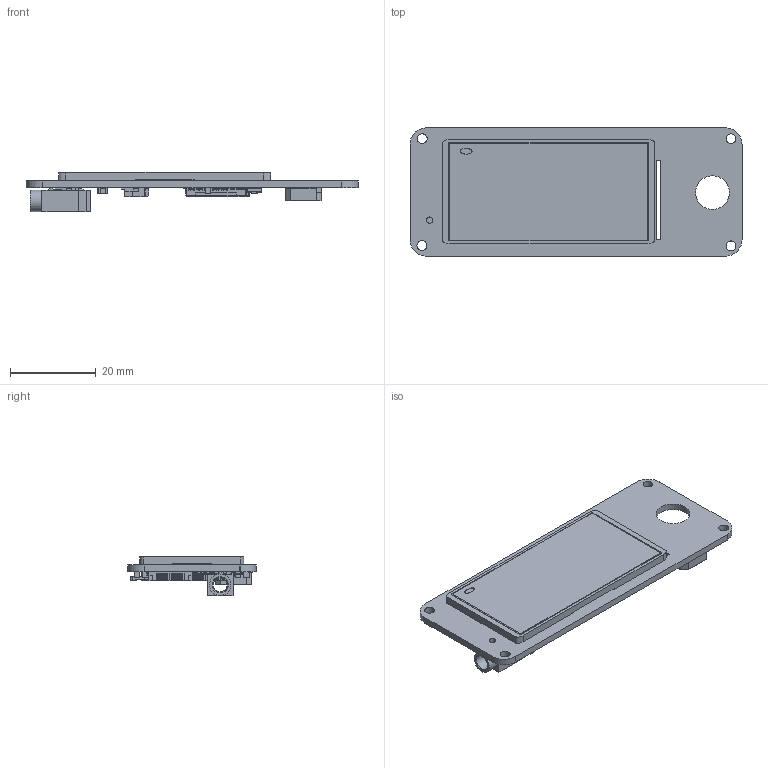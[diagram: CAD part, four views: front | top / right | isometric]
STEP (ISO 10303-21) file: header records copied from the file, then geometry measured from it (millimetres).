
FILE_DESCRIPTION(('KiCad electronic assembly'),'2;1');
FILE_NAME('numcalcium-front.step','2024-12-27T23:08:02',('Pcbnew'),( 'Kicad'),'Open CASCADE STEP processor 7.6','KiCad to STEP converter' ,'Unknown');
FILE_SCHEMA(('AUTOMOTIVE_DESIGN { 1 0 10303 214 1 1 1 1 }'));
Length unit declared in the file: millimetre
Products named in the file (33): numcalcium-front 1; Buzzer_Murata_PKMCS0909E; Buzzer_Murata_PKMCS0909E4000_R1; R_0805_2012Metric; C_0805_2012Metric; SOT-23; SOT_23; MagneticBuzzer_Kobitone_254-EMB84Q-RO; MagneticBuzzer_Kobitone_254_EMB84Q_RO; Hirose_FH12-14S-0.5SH_1x14-1MP_P0.50mm_Horizontal; Hirose_FH12_xxS_0_5SH_Parametric_v0_1; D_1206_3216Metric; D_1206; TF-01A; Frame; MicroSD; Body; Pin1; Pin2; Pin3; Pin4; Pin5; Pin6; Pin7; Pin8; Pin9; Hirose_FH12-30S-0.5SH_1x30-1MP_P0.50mm_Horizontal; Jack_3.5mm_PJ320B_Horizontal; B; _autosave-numcalcium_PCB
Assembly tree (51 placements, depth 3):
  numcalcium-front 1
    Buzzer_Murata_PKMCS0909E
      Buzzer_Murata_PKMCS0909E4000_R1
    R_0805_2012Metric  x12
      R_0805_2012Metric
    C_0805_2012Metric  x8
      C_0805_2012Metric
    SOT-23  x2
      SOT_23
    MagneticBuzzer_Kobitone_254-EMB84Q-RO
      MagneticBuzzer_Kobitone_254_EMB84Q_RO
    Hirose_FH12-14S-0.5SH_1x14-1MP_P0.50mm_Horizontal
      Hirose_FH12_xxS_0_5SH_Parametric_v0_1
    D_1206_3216Metric
      D_1206
    TF-01A
      Frame
      MicroSD
      Body
      Pin1
      Pin2
      Pin3
      Pin4
      Pin5
      Pin6
      Pin7
      Pin8
      Pin9
    Hirose_FH12-30S-0.5SH_1x30-1MP_P0.50mm_Horizontal
      Hirose_FH12_xxS_0_5SH_Parametric_v0_1
    Jack_3.5mm_PJ320B_Horizontal
      B
    _autosave-numcalcium_PCB
Bounding box: 77.52 x 29.97 x 9.13 mm (x, y, z)
Volume: 6985.8 mm3; surface area: 11114.9 mm2
Topology: 48 solids, 48 shells, 2233 faces, 5954 edges, 3869 vertices
Faces by surface type: plane 1567, cylinder 446, bspline 215, cone 4, torus 1
Full cylindrical faces by diameter (mm): 0.6 x2, 0.8 x3, 1.25 x2, 1.5 x2, 2.247 x1, 2.288 x1, 2.297 x1, 2.329 x1, 3.2 x1, 3.6 x2, 5 x1, 7.884 x1
Entity records: 61314 total; most frequent: CARTESIAN_POINT 14891, ORIENTED_EDGE 9036, DIRECTION 7722, EDGE_CURVE 4518, LINE 3614, VECTOR 3614, VERTEX_POINT 2943, AXIS2_PLACEMENT_3D 2054
